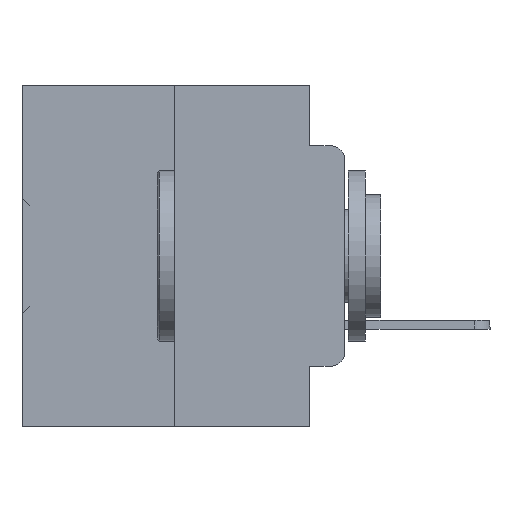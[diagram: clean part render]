
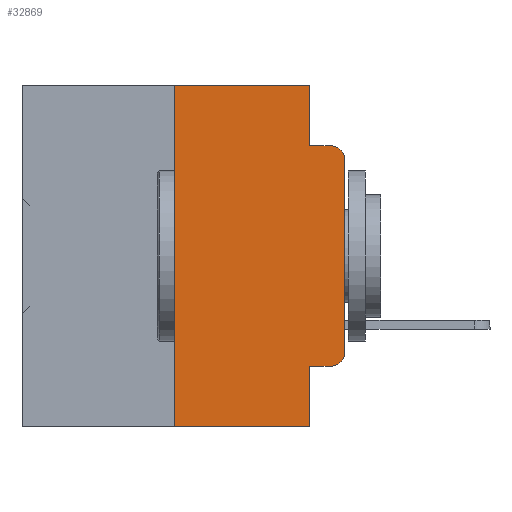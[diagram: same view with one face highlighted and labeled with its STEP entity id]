
A CAD part, left-side view. The second image highlights one B-rep face of the part: STEP entity #32869.
In plain terms, the highlighted planar face has unit normal (-1, 0, 0).
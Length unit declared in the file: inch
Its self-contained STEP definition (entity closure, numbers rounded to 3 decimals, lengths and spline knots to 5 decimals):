
#1412 = LINE ( 'NONE', #27511, #12269 ) ;
#1814 = CARTESIAN_POINT ( 'NONE',  ( 0., 0.473, -0.5 ) ) ;
#2597 = DIRECTION ( 'NONE',  ( 0., -1., 0. ) ) ;
#2663 = CARTESIAN_POINT ( 'NONE',  ( 0., 0.051, -0.4115 ) ) ;
#2763 = EDGE_CURVE ( 'NONE', #29205, #17082, #1412, .T. ) ;
#2835 = ORIENTED_EDGE ( 'NONE', *, *, #29593, .F. ) ;
#3056 = LINE ( 'NONE', #2663, #7697 ) ;
#3562 = ORIENTED_EDGE ( 'NONE', *, *, #11468, .T. ) ;
#3674 = CARTESIAN_POINT ( 'NONE',  ( 0., 0.051, -0.0885 ) ) ;
#4403 = DIRECTION ( 'NONE',  ( 0., 0., -1. ) ) ;
#5366 = ORIENTED_EDGE ( 'NONE', *, *, #2763, .F. ) ;
#5495 = AXIS2_PLACEMENT_3D ( 'NONE', #28864, #17327, #32435 ) ;
#5695 = VERTEX_POINT ( 'NONE', #31116 ) ;
#5857 = CARTESIAN_POINT ( 'NONE',  ( 0., 0., -0.1085 ) ) ;
#6144 = CARTESIAN_POINT ( 'NONE',  ( 0., 0.051, -0.4115 ) ) ;
#6258 = EDGE_CURVE ( 'NONE', #26008, #21132, #13720, .T. ) ;
#6633 = CARTESIAN_POINT ( 'NONE',  ( 0., 0.051, 0. ) ) ;
#6874 = FACE_OUTER_BOUND ( 'NONE', #28219, .T. ) ;
#7697 = VECTOR ( 'NONE', #19821, 39.37008 ) ;
#7738 = DIRECTION ( 'NONE',  ( -1., 0., 0. ) ) ;
#8579 = VERTEX_POINT ( 'NONE', #34059 ) ;
#9464 = CARTESIAN_POINT ( 'NONE',  ( 0., 0.473, 0. ) ) ;
#9717 = LINE ( 'NONE', #27211, #28475 ) ;
#10604 = LINE ( 'NONE', #31302, #29984 ) ;
#11468 = EDGE_CURVE ( 'NONE', #28618, #8579, #21184, .T. ) ;
#11946 = CARTESIAN_POINT ( 'NONE',  ( 0., 0.051, -0.5 ) ) ;
#12269 = VECTOR ( 'NONE', #4403, 39.37008 ) ;
#12966 = ORIENTED_EDGE ( 'NONE', *, *, #24772, .F. ) ;
#13536 = CARTESIAN_POINT ( 'NONE',  ( 0., 0.02, -0.4115 ) ) ;
#13720 = CIRCLE ( 'NONE', #5495, 0.02 ) ;
#14194 = DIRECTION ( 'NONE',  ( 1., 0., 0. ) ) ;
#15034 = ORIENTED_EDGE ( 'NONE', *, *, #6258, .T. ) ;
#15494 = LINE ( 'NONE', #24823, #37426 ) ;
#15786 = DIRECTION ( 'NONE',  ( 0., -1., 0. ) ) ;
#16011 = PLANE ( 'NONE',  #32104 ) ;
#16177 = LINE ( 'NONE', #3674, #26643 ) ;
#17082 = VERTEX_POINT ( 'NONE', #11946 ) ;
#17146 = ORIENTED_EDGE ( 'NONE', *, *, #38825, .F. ) ;
#17327 = DIRECTION ( 'NONE',  ( -1., 0., 0. ) ) ;
#17423 = CARTESIAN_POINT ( 'NONE',  ( 0., 0.25, -0.5 ) ) ;
#17737 = EDGE_CURVE ( 'NONE', #31942, #34907, #9717, .T. ) ;
#19091 = ORIENTED_EDGE ( 'NONE', *, *, #26925, .T. ) ;
#19821 = DIRECTION ( 'NONE',  ( 0., -1., 0. ) ) ;
#20389 = EDGE_CURVE ( 'NONE', #21132, #28618, #15494, .T. ) ;
#21132 = VERTEX_POINT ( 'NONE', #36057 ) ;
#21184 = CIRCLE ( 'NONE', #36411, 0.02 ) ;
#23334 = DIRECTION ( 'NONE',  ( 0., 0., -1. ) ) ;
#23366 = VERTEX_POINT ( 'NONE', #17423 ) ;
#24707 = VECTOR ( 'NONE', #36887, 39.37008 ) ;
#24772 = EDGE_CURVE ( 'NONE', #5695, #31942, #33915, .T. ) ;
#24823 = CARTESIAN_POINT ( 'NONE',  ( 0., 0., 0. ) ) ;
#26008 = VERTEX_POINT ( 'NONE', #13536 ) ;
#26009 = DIRECTION ( 'NONE',  ( 0., 0., -1. ) ) ;
#26643 = VECTOR ( 'NONE', #15786, 39.37008 ) ;
#26925 = EDGE_CURVE ( 'NONE', #29205, #26008, #3056, .T. ) ;
#27211 = CARTESIAN_POINT ( 'NONE',  ( 0., 0.051, 0. ) ) ;
#27407 = DIRECTION ( 'NONE',  ( 0., 0., -1. ) ) ;
#27511 = CARTESIAN_POINT ( 'NONE',  ( 0., 0.051, 0. ) ) ;
#27997 = ORIENTED_EDGE ( 'NONE', *, *, #20389, .T. ) ;
#28134 = CARTESIAN_POINT ( 'NONE',  ( 0., 0.473, 0. ) ) ;
#28219 = EDGE_LOOP ( 'NONE', ( #27997, #3562, #17146, #29844, #12966, #2835, #39099, #5366, #19091, #15034 ) ) ;
#28316 = DIRECTION ( 'NONE',  ( 0., 0., 1. ) ) ;
#28475 = VECTOR ( 'NONE', #27407, 39.37008 ) ;
#28618 = VERTEX_POINT ( 'NONE', #5857 ) ;
#28864 = CARTESIAN_POINT ( 'NONE',  ( 0., 0.02, -0.3915 ) ) ;
#29205 = VERTEX_POINT ( 'NONE', #6144 ) ;
#29593 = EDGE_CURVE ( 'NONE', #23366, #5695, #10604, .T. ) ;
#29844 = ORIENTED_EDGE ( 'NONE', *, *, #17737, .F. ) ;
#29984 = VECTOR ( 'NONE', #28316, 39.37008 ) ;
#31116 = CARTESIAN_POINT ( 'NONE',  ( 0., 0.25, 0. ) ) ;
#31302 = CARTESIAN_POINT ( 'NONE',  ( 0., 0.25, 0. ) ) ;
#31387 = CARTESIAN_POINT ( 'NONE',  ( 0., 0.02, -0.1085 ) ) ;
#31942 = VERTEX_POINT ( 'NONE', #6633 ) ;
#32104 = AXIS2_PLACEMENT_3D ( 'NONE', #28134, #14194, #23334 ) ;
#32435 = DIRECTION ( 'NONE',  ( 0., 0., -1. ) ) ;
#32869 = ADVANCED_FACE ( 'NONE', ( #6874 ), #16011, .F. ) ;
#33784 = DIRECTION ( 'NONE',  ( 0., 0., 1. ) ) ;
#33915 = LINE ( 'NONE', #9464, #24707 ) ;
#34059 = CARTESIAN_POINT ( 'NONE',  ( 0., 0.02, -0.0885 ) ) ;
#34907 = VERTEX_POINT ( 'NONE', #37770 ) ;
#35054 = EDGE_CURVE ( 'NONE', #23366, #17082, #38555, .T. ) ;
#36057 = CARTESIAN_POINT ( 'NONE',  ( 0., 0., -0.3915 ) ) ;
#36411 = AXIS2_PLACEMENT_3D ( 'NONE', #31387, #7738, #26009 ) ;
#36887 = DIRECTION ( 'NONE',  ( 0., -1., 0. ) ) ;
#37426 = VECTOR ( 'NONE', #33784, 39.37008 ) ;
#37770 = CARTESIAN_POINT ( 'NONE',  ( 0., 0.051, -0.0885 ) ) ;
#37813 = VECTOR ( 'NONE', #2597, 39.37008 ) ;
#38555 = LINE ( 'NONE', #1814, #37813 ) ;
#38825 = EDGE_CURVE ( 'NONE', #34907, #8579, #16177, .T. ) ;
#39099 = ORIENTED_EDGE ( 'NONE', *, *, #35054, .T. ) ;
